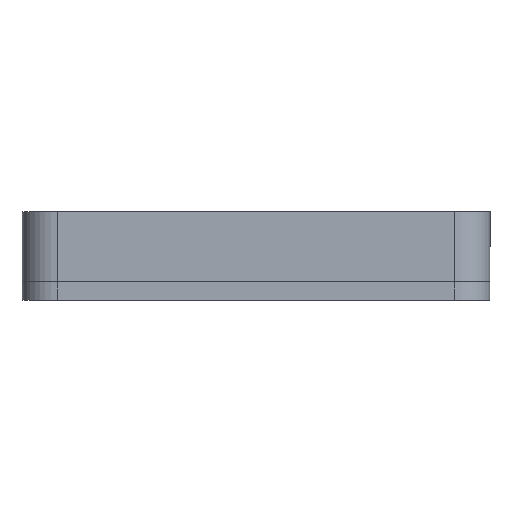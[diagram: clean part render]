
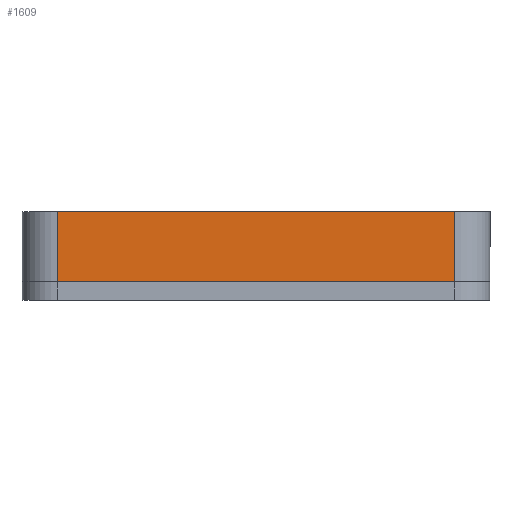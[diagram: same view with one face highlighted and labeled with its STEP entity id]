
A CAD part, front view. The second image highlights one B-rep face of the part: STEP entity #1609.
In plain terms, the highlighted planar face has unit normal (0, -1, 0).
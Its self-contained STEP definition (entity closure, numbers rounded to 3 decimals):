
#55=PLANE('',#1725);
#131=FACE_OUTER_BOUND('',#221,.T.);
#221=EDGE_LOOP('',(#1181,#1182,#1183,#1184));
#336=LINE('',#2313,#532);
#344=LINE('',#2330,#540);
#345=LINE('',#2334,#541);
#346=LINE('',#2335,#542);
#532=VECTOR('',#1880,10.);
#540=VECTOR('',#1892,10.);
#541=VECTOR('',#1897,10.);
#542=VECTOR('',#1898,10.);
#766=VERTEX_POINT('',#2310);
#767=VERTEX_POINT('',#2312);
#774=VERTEX_POINT('',#2329);
#775=VERTEX_POINT('',#2333);
#924=EDGE_CURVE('',#766,#767,#336,.T.);
#933=EDGE_CURVE('',#767,#774,#344,.T.);
#935=EDGE_CURVE('',#775,#766,#345,.T.);
#936=EDGE_CURVE('',#775,#774,#346,.T.);
#1181=ORIENTED_EDGE('',*,*,#933,.F.);
#1182=ORIENTED_EDGE('',*,*,#924,.F.);
#1183=ORIENTED_EDGE('',*,*,#935,.F.);
#1184=ORIENTED_EDGE('',*,*,#936,.T.);
#1609=ADVANCED_FACE('',(#131),#55,.T.);
#1725=AXIS2_PLACEMENT_3D('',#2332,#1895,#1896);
#1880=DIRECTION('',(1.,0.,0.));
#1892=DIRECTION('',(0.,0.,-1.));
#1895=DIRECTION('center_axis',(0.,-1.,0.));
#1896=DIRECTION('ref_axis',(1.,0.,0.));
#1897=DIRECTION('',(0.,0.,1.));
#1898=DIRECTION('',(1.,0.,0.));
#2310=CARTESIAN_POINT('',(-2.5,-10.,19.));
#2312=CARTESIAN_POINT('',(82.5,-10.,19.));
#2313=CARTESIAN_POINT('',(-10.,-10.,19.));
#2329=CARTESIAN_POINT('',(82.5,-10.,4.));
#2330=CARTESIAN_POINT('',(82.5,-10.,0.));
#2332=CARTESIAN_POINT('Origin',(-10.,-10.,0.));
#2333=CARTESIAN_POINT('',(-2.5,-10.,4.));
#2334=CARTESIAN_POINT('',(-2.5,-10.,0.));
#2335=CARTESIAN_POINT('',(15.,-10.,4.));
